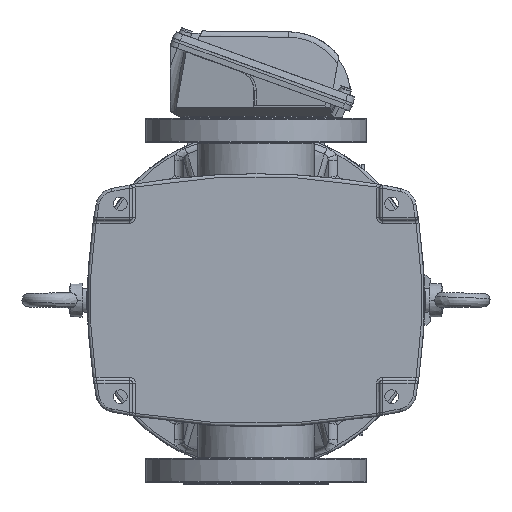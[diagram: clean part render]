
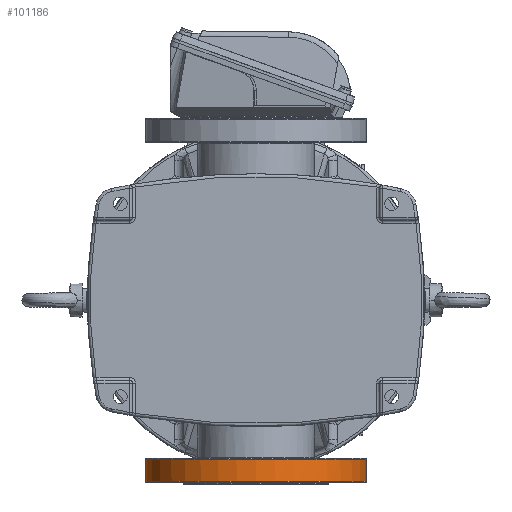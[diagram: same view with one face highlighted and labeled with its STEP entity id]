
A CAD part, front view. The second image highlights one B-rep face of the part: STEP entity #101186.
In plain terms, the highlighted cylindrical face has radius 114.3 mm (diameter 228.6 mm), a partial arc.
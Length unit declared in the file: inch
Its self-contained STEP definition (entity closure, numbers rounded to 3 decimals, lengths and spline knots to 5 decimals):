
#227 = CIRCLE ( 'NONE', #15780, 4.5 ) ;
#1019 = VECTOR ( 'NONE', #96198, 39.37008 ) ;
#2869 = CARTESIAN_POINT ( 'NONE',  ( -4.5, 5.51181, -7.40157 ) ) ;
#2895 = CARTESIAN_POINT ( 'NONE',  ( 4.5, 5.51181, -6.45669 ) ) ;
#3071 = CARTESIAN_POINT ( 'NONE',  ( 4.49973, 5.46239, -6.45669 ) ) ;
#4027 = DIRECTION ( 'NONE',  ( 1., -0.011, 0. ) ) ;
#4718 = AXIS2_PLACEMENT_3D ( 'NONE', #105490, #14975, #4027 ) ;
#5313 = VECTOR ( 'NONE', #112320, 39.37008 ) ;
#5629 = CARTESIAN_POINT ( 'NONE',  ( -4.49987, 5.47702, -7.3622 ) ) ;
#6247 = DIRECTION ( 'NONE',  ( -1., 0., 0. ) ) ;
#7158 = ORIENTED_EDGE ( 'NONE', *, *, #12928, .F. ) ;
#7706 = DIRECTION ( 'NONE',  ( 1., -0.011, 0. ) ) ;
#9972 = CARTESIAN_POINT ( 'NONE',  ( 0., 5.51181, -7.3622 ) ) ;
#10669 = CARTESIAN_POINT ( 'NONE',  ( 4.5, 5.51181, -7.40157 ) ) ;
#12928 = EDGE_CURVE ( 'NONE', #39875, #18774, #77257, .T. ) ;
#12984 = DIRECTION ( 'NONE',  ( 0., 0., 1. ) ) ;
#14975 = DIRECTION ( 'NONE',  ( 0., 0., 1. ) ) ;
#15780 = AXIS2_PLACEMENT_3D ( 'NONE', #9972, #47257, #28897 ) ;
#17474 = EDGE_CURVE ( 'NONE', #27308, #18774, #227, .T. ) ;
#18774 = VERTEX_POINT ( 'NONE', #111921 ) ;
#21709 = ORIENTED_EDGE ( 'NONE', *, *, #17474, .T. ) ;
#23468 = VERTEX_POINT ( 'NONE', #3071 ) ;
#25993 = DIRECTION ( 'NONE',  ( 0., 0., 1. ) ) ;
#27308 = VERTEX_POINT ( 'NONE', #5629 ) ;
#28897 = DIRECTION ( 'NONE',  ( -1., 0., 0. ) ) ;
#30603 = VERTEX_POINT ( 'NONE', #89749 ) ;
#33970 = CARTESIAN_POINT ( 'NONE',  ( 0., 5.51181, -6.45669 ) ) ;
#34334 = EDGE_CURVE ( 'NONE', #23468, #39875, #102721, .T. ) ;
#39278 = AXIS2_PLACEMENT_3D ( 'NONE', #99168, #12984, #6247 ) ;
#39875 = VERTEX_POINT ( 'NONE', #2895 ) ;
#40898 = DIRECTION ( 'NONE',  ( 0., 0., -1. ) ) ;
#47257 = DIRECTION ( 'NONE',  ( 0., 0., 1. ) ) ;
#48343 = ORIENTED_EDGE ( 'NONE', *, *, #34334, .F. ) ;
#49268 = CARTESIAN_POINT ( 'NONE',  ( -4.5, 5.51181, -7.3622 ) ) ;
#50969 = CIRCLE ( 'NONE', #39278, 4.5 ) ;
#59867 = EDGE_CURVE ( 'NONE', #113778, #27308, #50969, .T. ) ;
#61234 = CIRCLE ( 'NONE', #4718, 4.5 ) ;
#64954 = EDGE_CURVE ( 'NONE', #30603, #23468, #61234, .T. ) ;
#70929 = AXIS2_PLACEMENT_3D ( 'NONE', #104504, #40898, #95918 ) ;
#71758 = ORIENTED_EDGE ( 'NONE', *, *, #110275, .T. ) ;
#72148 = ORIENTED_EDGE ( 'NONE', *, *, #59867, .T. ) ;
#77257 = LINE ( 'NONE', #10669, #1019 ) ;
#83049 = ORIENTED_EDGE ( 'NONE', *, *, #64954, .F. ) ;
#89749 = CARTESIAN_POINT ( 'NONE',  ( -4.5, 5.51181, -6.45669 ) ) ;
#95918 = DIRECTION ( 'NONE',  ( -1., 0., 0. ) ) ;
#96198 = DIRECTION ( 'NONE',  ( 0., 0., -1. ) ) ;
#99168 = CARTESIAN_POINT ( 'NONE',  ( 0., 5.51181, -7.3622 ) ) ;
#100800 = AXIS2_PLACEMENT_3D ( 'NONE', #33970, #25993, #7706 ) ;
#101186 = ADVANCED_FACE ( 'NONE', ( #115456 ), #106286, .T. ) ;
#102721 = CIRCLE ( 'NONE', #100800, 4.5 ) ;
#104504 = CARTESIAN_POINT ( 'NONE',  ( 0., 5.51181, -7.40157 ) ) ;
#105490 = CARTESIAN_POINT ( 'NONE',  ( 0., 5.51181, -6.45669 ) ) ;
#106286 = CYLINDRICAL_SURFACE ( 'NONE', #70929, 4.5 ) ;
#110275 = EDGE_CURVE ( 'NONE', #30603, #113778, #120292, .T. ) ;
#111921 = CARTESIAN_POINT ( 'NONE',  ( 4.5, 5.51181, -7.3622 ) ) ;
#112320 = DIRECTION ( 'NONE',  ( 0., 0., -1. ) ) ;
#113778 = VERTEX_POINT ( 'NONE', #49268 ) ;
#113807 = EDGE_LOOP ( 'NONE', ( #7158, #48343, #83049, #71758, #72148, #21709 ) ) ;
#115456 = FACE_OUTER_BOUND ( 'NONE', #113807, .T. ) ;
#120292 = LINE ( 'NONE', #2869, #5313 ) ;
